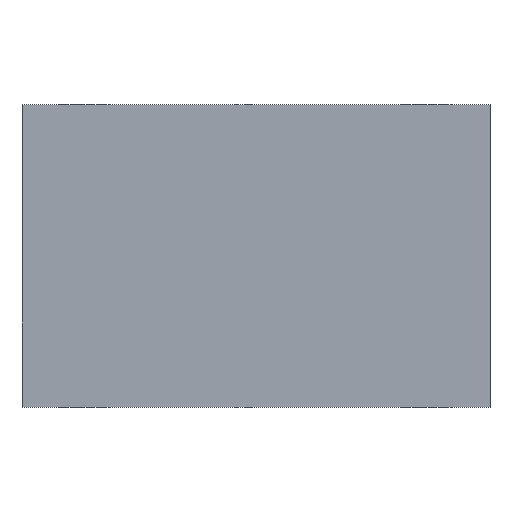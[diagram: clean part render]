
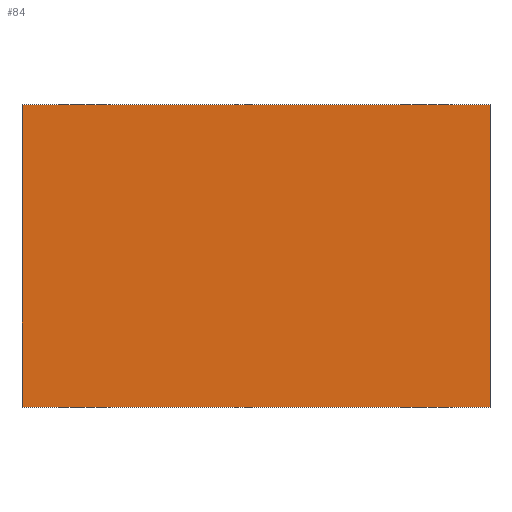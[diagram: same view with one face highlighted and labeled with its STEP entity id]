
A CAD part, top view. The second image highlights one B-rep face of the part: STEP entity #84.
In plain terms, the highlighted planar face has unit normal (0, 0, 1).
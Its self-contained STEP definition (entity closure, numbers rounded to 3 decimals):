
#2 = LINE ( 'NONE', #66, #235 ) ;
#3 = ORIENTED_EDGE ( 'NONE', *, *, #207, .T. ) ;
#5 = CARTESIAN_POINT ( 'NONE',  ( 0., 0., 14. ) ) ;
#6 = DIRECTION ( 'NONE',  ( 1., 0., 0. ) ) ;
#9 = CARTESIAN_POINT ( 'NONE',  ( 65., 42., 14. ) ) ;
#12 = AXIS2_PLACEMENT_3D ( 'NONE', #5, #38, #274 ) ;
#38 = DIRECTION ( 'NONE',  ( 0., 0., -1. ) ) ;
#46 = DIRECTION ( 'NONE',  ( 0., -1., 0. ) ) ;
#48 = LINE ( 'NONE', #202, #315 ) ;
#52 = EDGE_CURVE ( 'NONE', #60, #92, #199, .T. ) ;
#60 = VERTEX_POINT ( 'NONE', #215 ) ;
#66 = CARTESIAN_POINT ( 'NONE',  ( 0., 42., 14. ) ) ;
#70 = ORIENTED_EDGE ( 'NONE', *, *, #232, .T. ) ;
#78 = CARTESIAN_POINT ( 'NONE',  ( 65., 0., 14. ) ) ;
#84 = ADVANCED_FACE ( 'NONE', ( #271 ), #139, .F. ) ;
#92 = VERTEX_POINT ( 'NONE', #9 ) ;
#112 = CARTESIAN_POINT ( 'NONE',  ( 0., 0., 14. ) ) ;
#124 = EDGE_CURVE ( 'NONE', #206, #60, #300, .T. ) ;
#125 = ORIENTED_EDGE ( 'NONE', *, *, #124, .T. ) ;
#139 = PLANE ( 'NONE',  #12 ) ;
#141 = DIRECTION ( 'NONE',  ( 0., 1., 0. ) ) ;
#167 = VECTOR ( 'NONE', #141, 1000. ) ;
#199 = LINE ( 'NONE', #78, #167 ) ;
#202 = CARTESIAN_POINT ( 'NONE',  ( 0., 0., 14. ) ) ;
#206 = VERTEX_POINT ( 'NONE', #334 ) ;
#207 = EDGE_CURVE ( 'NONE', #92, #303, #2, .T. ) ;
#215 = CARTESIAN_POINT ( 'NONE',  ( 65., 0., 14. ) ) ;
#220 = VECTOR ( 'NONE', #6, 1000. ) ;
#232 = EDGE_CURVE ( 'NONE', #303, #206, #48, .T. ) ;
#235 = VECTOR ( 'NONE', #317, 1000. ) ;
#252 = ORIENTED_EDGE ( 'NONE', *, *, #52, .T. ) ;
#271 = FACE_OUTER_BOUND ( 'NONE', #289, .T. ) ;
#274 = DIRECTION ( 'NONE',  ( -1., 0., 0. ) ) ;
#280 = CARTESIAN_POINT ( 'NONE',  ( 0., 42., 14. ) ) ;
#289 = EDGE_LOOP ( 'NONE', ( #70, #125, #252, #3 ) ) ;
#300 = LINE ( 'NONE', #112, #220 ) ;
#303 = VERTEX_POINT ( 'NONE', #280 ) ;
#315 = VECTOR ( 'NONE', #46, 1000. ) ;
#317 = DIRECTION ( 'NONE',  ( -1., 0., 0. ) ) ;
#334 = CARTESIAN_POINT ( 'NONE',  ( 0., 0., 14. ) ) ;
